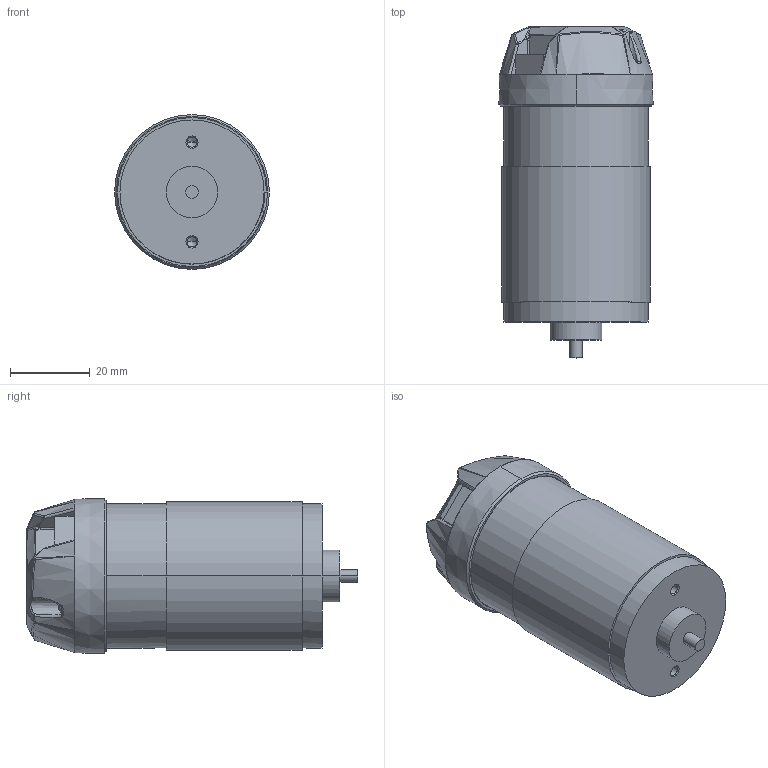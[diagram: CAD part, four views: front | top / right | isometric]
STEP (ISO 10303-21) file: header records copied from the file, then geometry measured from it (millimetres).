
FILE_DESCRIPTION (( 'STEP AP203' ), '1' );
FILE_NAME ('REV-41-1291.STEP', '2018-09-07T20:34:49', ( '' ), ( '' ), 'SwSTEP 2.0', 'SolidWorks 2017', '' );
FILE_SCHEMA (( 'CONFIG_CONTROL_DESIGN' ));
Length unit declared in the file: millimetre
Products named in the file (10): HD Hex PCB assembly; Motor dummy_Without Gearbox; JST-B2P-VH; HD Hex Encoder Case Top; HD Hex Encoder Baseplate; 90190A051_PAN HEAD PHILLIPS SCREW FOR SHEET METAL_90190A051; HD Hex PCB; JST-B4B-PH-K-S; REV-41-1291; magnet
Assembly tree (10 placements, depth 3):
  REV-41-1291
    HD Hex Encoder Baseplate
    HD Hex PCB assembly
      HD Hex PCB
      JST-B2P-VH
      JST-B4B-PH-K-S
    magnet
    HD Hex Encoder Case Top
    Motor dummy_Without Gearbox
    90190A051_PAN HEAD PHILLIPS SCREW FOR SHEET METAL_90190A051  x2
Bounding box: 38.76 x 83.12 x 38.76 mm (x, y, z)
Volume: 69144.1 mm3; surface area: 21706 mm2
Topology: 9 solids, 9 shells, 1514 faces, 3868 edges, 2429 vertices
Faces by surface type: plane 594, bspline 512, cylinder 214, cone 77, torus 67, sphere 50
Entity records: 58258 total; most frequent: CARTESIAN_POINT 26492, ORIENTED_EDGE 7220, DIRECTION 5106, EDGE_CURVE 3610, VERTEX_POINT 2269, LINE 1730, VECTOR 1730, AXIS2_PLACEMENT_3D 1688
